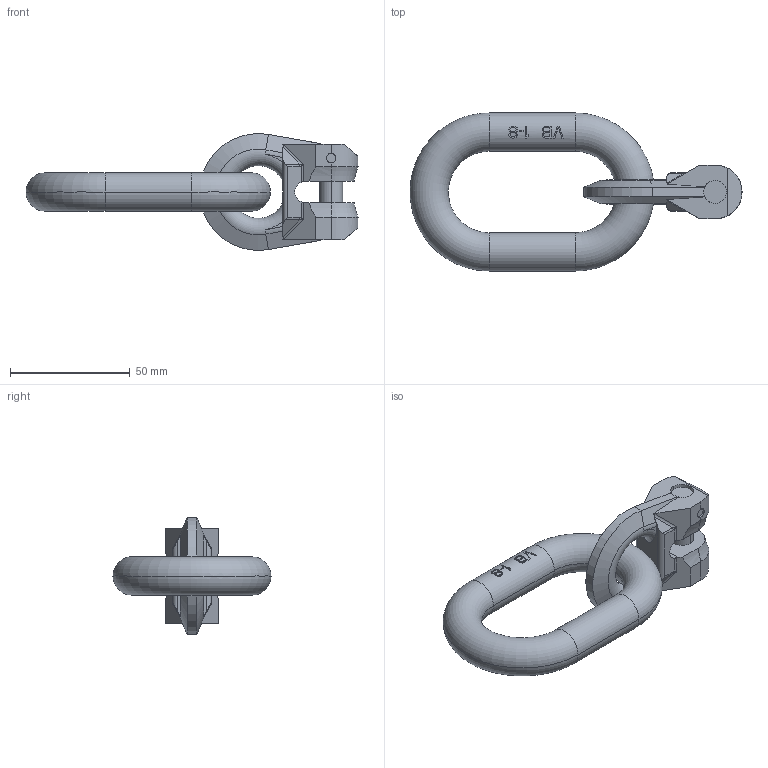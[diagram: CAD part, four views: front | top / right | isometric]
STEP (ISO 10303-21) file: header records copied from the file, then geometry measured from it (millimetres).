
FILE_DESCRIPTION((''),'2;1');
FILE_NAME('4VB1-8','2005-01-19T',('jakubetz'),(''),'PRO/ENGINEER BY PARAMETRIC TECHNOLOGY CORPORATION, 2001400','PRO/ENGINEER BY PARAMETRIC TECHNOLOGY CORPORATION, 2001400','');
FILE_SCHEMA(('CONFIG_CONTROL_DESIGN'));
Length unit declared in the file: millimetre
Products named in the file (1): 4VB1-8
Bounding box: 138.59 x 66 x 48.8 mm (x, y, z)
Volume: 71872.9 mm3; surface area: 19460 mm2
Topology: 2 solids, 2 shells, 228 faces, 621 edges, 402 vertices
Faces by surface type: plane 167, cylinder 44, bspline 8, torus 7, cone 2
Entity records: 7512 total; most frequent: CARTESIAN_POINT 1993, ORIENTED_EDGE 1242, DIRECTION 977, EDGE_CURVE 621, VERTEX_POINT 402, VECTOR 387, LINE 387, AXIS2_PLACEMENT_3D 295
